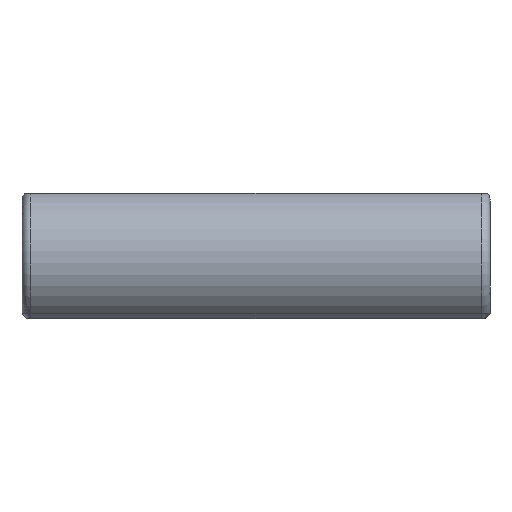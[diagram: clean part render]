
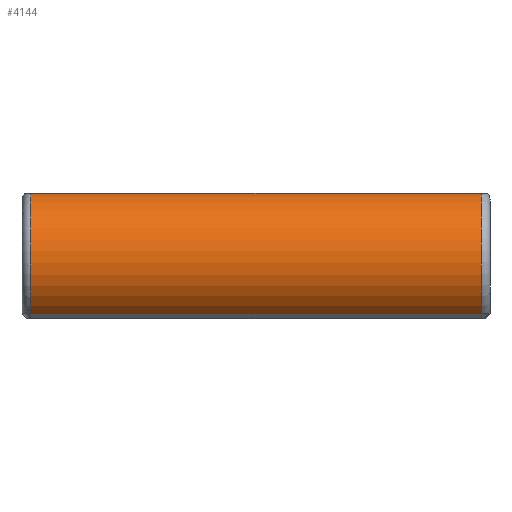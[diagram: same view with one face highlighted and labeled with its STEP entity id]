
A CAD part, front view. The second image highlights one B-rep face of the part: STEP entity #4144.
In plain terms, the highlighted cylindrical face has radius 6 mm (diameter 12 mm), a partial arc.
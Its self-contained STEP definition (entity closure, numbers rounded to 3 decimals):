
#250=CIRCLE('',#4354,6.);
#285=CIRCLE('',#4441,6.);
#390=CYLINDRICAL_SURFACE('',#4440,6.);
#503=FACE_OUTER_BOUND('',#744,.T.);
#744=EDGE_LOOP('',(#3110,#3111,#3112,#3113));
#1073=LINE('',#6547,#1418);
#1075=LINE('',#6644,#1420);
#1418=VECTOR('',#5097,10.);
#1420=VECTOR('',#5107,10.);
#1677=VERTEX_POINT('',#5994);
#1678=VERTEX_POINT('',#6013);
#1773=VERTEX_POINT('',#6545);
#1777=VERTEX_POINT('',#6643);
#2113=EDGE_CURVE('',#1677,#1678,#250,.T.);
#2258=EDGE_CURVE('',#1773,#1678,#1073,.T.);
#2266=EDGE_CURVE('',#1777,#1677,#1075,.T.);
#2267=EDGE_CURVE('',#1773,#1777,#285,.T.);
#3110=ORIENTED_EDGE('',*,*,#2258,.T.);
#3111=ORIENTED_EDGE('',*,*,#2113,.F.);
#3112=ORIENTED_EDGE('',*,*,#2266,.F.);
#3113=ORIENTED_EDGE('',*,*,#2267,.F.);
#4144=ADVANCED_FACE('',(#503),#390,.T.);
#4354=AXIS2_PLACEMENT_3D('',#6014,#4848,#4849);
#4440=AXIS2_PLACEMENT_3D('',#6642,#5105,#5106);
#4441=AXIS2_PLACEMENT_3D('',#6645,#5108,#5109);
#4848=DIRECTION('center_axis',(1.,0.,0.));
#4849=DIRECTION('ref_axis',(0.,-0.256,0.967));
#5097=DIRECTION('',(1.,0.,0.));
#5105=DIRECTION('center_axis',(-1.,0.,0.));
#5106=DIRECTION('ref_axis',(0.,-0.976,0.217));
#5107=DIRECTION('',(1.,0.,0.));
#5108=DIRECTION('center_axis',(-1.,0.,0.));
#5109=DIRECTION('ref_axis',(0.,0.256,0.967));
#5994=CARTESIAN_POINT('',(317.195,-23.006,17.88));
#6013=CARTESIAN_POINT('',(317.195,-25.322,7.48));
#6014=CARTESIAN_POINT('Origin',(317.195,-21.47,12.08));
#6545=CARTESIAN_POINT('',(278.285,-25.322,7.48));
#6547=CARTESIAN_POINT('',(286.955,-25.322,7.48));
#6642=CARTESIAN_POINT('Origin',(286.955,-21.47,12.08));
#6643=CARTESIAN_POINT('',(278.285,-23.006,17.88));
#6644=CARTESIAN_POINT('',(290.475,-23.006,17.88));
#6645=CARTESIAN_POINT('Origin',(278.285,-21.47,12.08));
